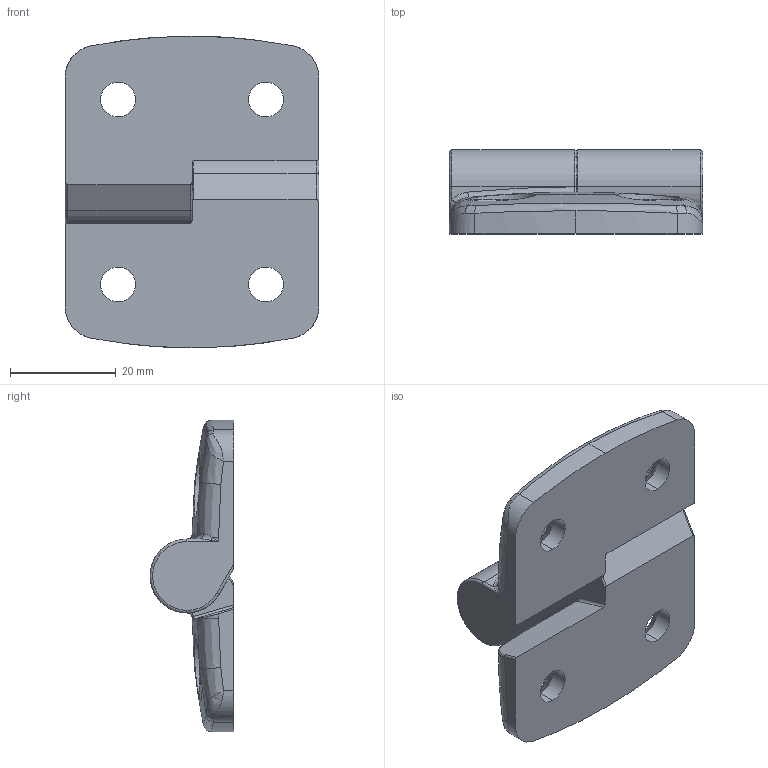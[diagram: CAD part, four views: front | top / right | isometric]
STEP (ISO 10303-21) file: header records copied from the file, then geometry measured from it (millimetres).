
FILE_DESCRIPTION (( 'STEP AP214' ), '1' );
FILE_NAME ('6228700', '2019-02-04T09:03:35', ( '' ), ('JUGARD+KÜNSTNER GmbH'), 'SwSTEP 2.0', 'SolidWorks 2017', '' );
FILE_SCHEMA (( 'AUTOMOTIVE_DESIGN' ));
Length unit declared in the file: millimetre
Products named in the file (3): 6228700_CNAJF00; Kopie von Scharnier-8 PA 30_30 aush_X2_00E4_X0_ngbar rechts^6228700; Kopie von 6228700_2^6228700
Assembly tree (2 placements, depth 2):
  6228700_CNAJF00
    Kopie von Scharnier-8 PA 30_30 aush_X2_00E4_X0_ngbar rechts^6228700
    Kopie von 6228700_2^6228700
Bounding box: 48 x 15.9 x 59 mm (x, y, z)
Volume: 20546.6 mm3; surface area: 9174.7 mm2
Topology: 2 solids, 3 shells, 124 faces, 310 edges, 184 vertices
Faces by surface type: bspline 48, cylinder 44, plane 18, cone 12, torus 2
Entity records: 6171 total; most frequent: CARTESIAN_POINT 3493, ORIENTED_EDGE 608, DIRECTION 426, EDGE_CURVE 304, VERTEX_POINT 184, AXIS2_PLACEMENT_3D 173, EDGE_LOOP 130, FACE_OUTER_BOUND 124
